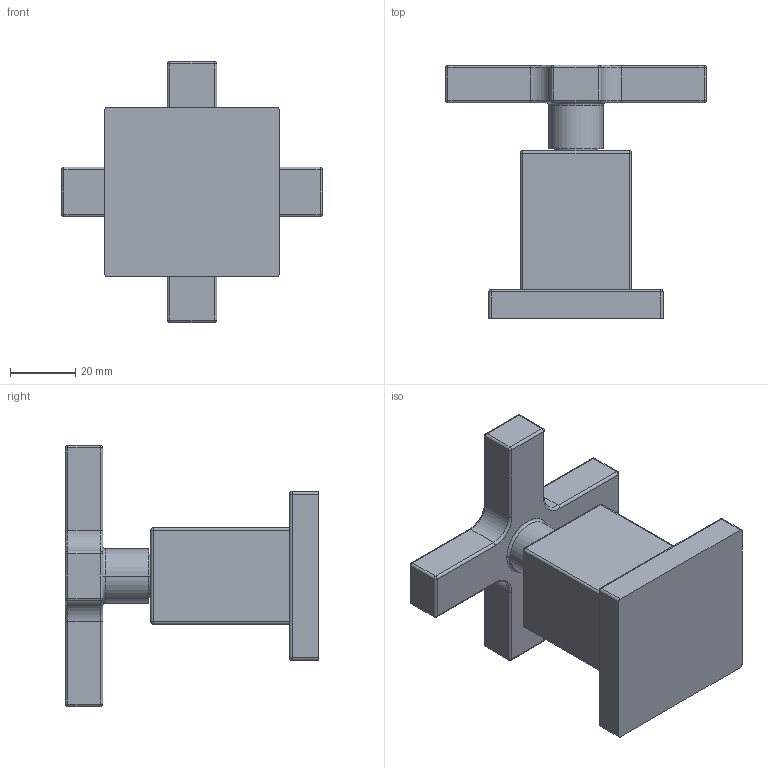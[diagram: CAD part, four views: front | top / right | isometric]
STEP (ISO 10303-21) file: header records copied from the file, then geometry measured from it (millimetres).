
FILE_DESCRIPTION((''),'2;1');
FILE_NAME('3-577','2021-01-06T09:35:43',('jinson.thomas'),(''),'CREO PARAMETRIC BY PTC INC, 2018400','CREO PARAMETRIC BY PTC INC, 2018400','');
FILE_SCHEMA(('CONFIG_CONTROL_DESIGN'));
Length unit declared in the file: inch
Products named in the file (1): 3-577
Bounding box: 79.76 x 77.37 x 79.76 mm (x, y, z)
Volume: 95450.1 mm3; surface area: 20789.4 mm2
Topology: 1 solids, 1 shells, 116 faces, 240 edges, 130 vertices
Faces by surface type: cylinder 56, plane 26, sphere 24, torus 10
Entity records: 3048 total; most frequent: DIRECTION 596, CARTESIAN_POINT 486, ORIENTED_EDGE 480, AXIS2_PLACEMENT_3D 240, EDGE_CURVE 240, VERTEX_POINT 130, CIRCLE 124, EDGE_LOOP 120
